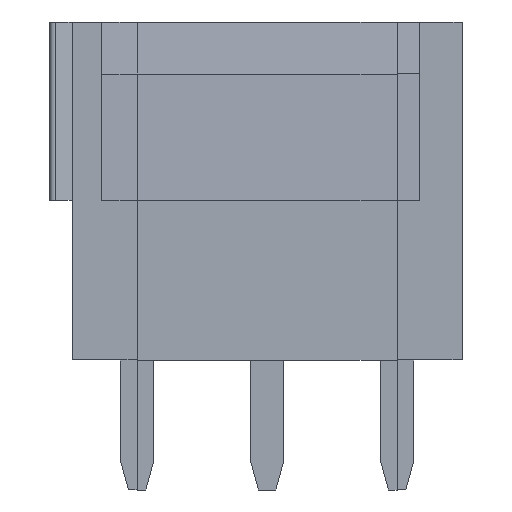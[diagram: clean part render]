
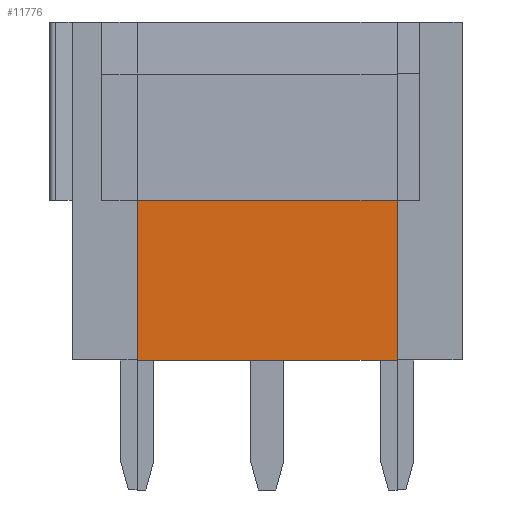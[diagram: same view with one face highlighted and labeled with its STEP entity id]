
A CAD part, front view. The second image highlights one B-rep face of the part: STEP entity #11776.
In plain terms, the highlighted planar face has unit normal (0, -1, 0).
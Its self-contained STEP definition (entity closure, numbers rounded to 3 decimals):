
#7785 = PLANE('',#7786);
#7786 = AXIS2_PLACEMENT_3D('',#7787,#7788,#7789);
#7787 = CARTESIAN_POINT('',(-3.5,-8.03,9.5));
#7788 = DIRECTION('',(-1.,0.,0.));
#7789 = DIRECTION('',(0.,0.,1.));
#7928 = PLANE('',#7929);
#7929 = AXIS2_PLACEMENT_3D('',#7930,#7931,#7932);
#7930 = CARTESIAN_POINT('',(3.5,-8.03,-3.5));
#7931 = DIRECTION('',(1.,0.,0.));
#7932 = DIRECTION('',(0.,0.,1.));
#8118 = PLANE('',#8119);
#8119 = AXIS2_PLACEMENT_3D('',#8120,#8121,#8122);
#8120 = CARTESIAN_POINT('',(-7.95,-3.5,4.3));
#8121 = DIRECTION('',(0.,0.,-1.));
#8122 = DIRECTION('',(0.,-1.,0.));
#8438 = PLANE('',#8439);
#8439 = AXIS2_PLACEMENT_3D('',#8440,#8441,#8442);
#8440 = CARTESIAN_POINT('',(-1.75,-3.5,0.));
#8441 = DIRECTION('',(0.,0.,-1.));
#8442 = DIRECTION('',(0.,-1.,0.));
#8735 = VERTEX_POINT('',#8736);
#8736 = CARTESIAN_POINT('',(3.5,-7.3,0.));
#8757 = EDGE_CURVE('',#8735,#8758,#8760,.T.);
#8758 = VERTEX_POINT('',#8759);
#8759 = CARTESIAN_POINT('',(-3.5,-7.3,0.));
#8760 = SURFACE_CURVE('',#8761,(#8765,#8772),.PCURVE_S1.);
#8761 = LINE('',#8762,#8763);
#8762 = CARTESIAN_POINT('',(-2.05,-7.3,0.));
#8763 = VECTOR('',#8764,1.);
#8764 = DIRECTION('',(-1.,0.,0.));
#8765 = PCURVE('',#8438,#8766);
#8766 = DEFINITIONAL_REPRESENTATION('',(#8767),#8771);
#8767 = LINE('',#8768,#8769);
#8768 = CARTESIAN_POINT('',(3.8,0.3));
#8769 = VECTOR('',#8770,1.);
#8770 = DIRECTION('',(0.,1.));
#8771 = ( GEOMETRIC_REPRESENTATION_CONTEXT(2) 
PARAMETRIC_REPRESENTATION_CONTEXT() REPRESENTATION_CONTEXT('2D SPACE',''
  ) );
#8772 = PCURVE('',#8773,#8778);
#8773 = PLANE('',#8774);
#8774 = AXIS2_PLACEMENT_3D('',#8775,#8776,#8777);
#8775 = CARTESIAN_POINT('',(-1.75,-7.3,0.));
#8776 = DIRECTION('',(0.,-1.,0.));
#8777 = DIRECTION('',(0.,0.,-1.));
#8778 = DEFINITIONAL_REPRESENTATION('',(#8779),#8783);
#8779 = LINE('',#8780,#8781);
#8780 = CARTESIAN_POINT('',(0.,-0.3));
#8781 = VECTOR('',#8782,1.);
#8782 = DIRECTION('',(0.,-1.));
#8783 = ( GEOMETRIC_REPRESENTATION_CONTEXT(2) 
PARAMETRIC_REPRESENTATION_CONTEXT() REPRESENTATION_CONTEXT('2D SPACE',''
  ) );
#9770 = EDGE_CURVE('',#9771,#8758,#9773,.T.);
#9771 = VERTEX_POINT('',#9772);
#9772 = CARTESIAN_POINT('',(-3.5,-7.3,4.3));
#9773 = SURFACE_CURVE('',#9774,(#9778,#9785),.PCURVE_S1.);
#9774 = LINE('',#9775,#9776);
#9775 = CARTESIAN_POINT('',(-3.5,-7.3,0.));
#9776 = VECTOR('',#9777,1.);
#9777 = DIRECTION('',(0.,0.,-1.));
#9778 = PCURVE('',#7785,#9779);
#9779 = DEFINITIONAL_REPRESENTATION('',(#9780),#9784);
#9780 = LINE('',#9781,#9782);
#9781 = CARTESIAN_POINT('',(-9.5,0.73));
#9782 = VECTOR('',#9783,1.);
#9783 = DIRECTION('',(-1.,0.));
#9784 = ( GEOMETRIC_REPRESENTATION_CONTEXT(2) 
PARAMETRIC_REPRESENTATION_CONTEXT() REPRESENTATION_CONTEXT('2D SPACE',''
  ) );
#9785 = PCURVE('',#8773,#9786);
#9786 = DEFINITIONAL_REPRESENTATION('',(#9787),#9791);
#9787 = LINE('',#9788,#9789);
#9788 = CARTESIAN_POINT('',(0.,-1.75));
#9789 = VECTOR('',#9790,1.);
#9790 = DIRECTION('',(1.,0.));
#9791 = ( GEOMETRIC_REPRESENTATION_CONTEXT(2) 
PARAMETRIC_REPRESENTATION_CONTEXT() REPRESENTATION_CONTEXT('2D SPACE',''
  ) );
#10690 = EDGE_CURVE('',#9771,#10691,#10693,.T.);
#10691 = VERTEX_POINT('',#10692);
#10692 = CARTESIAN_POINT('',(3.5,-7.3,4.3));
#10693 = SURFACE_CURVE('',#10694,(#10698,#10705),.PCURVE_S1.);
#10694 = LINE('',#10695,#10696);
#10695 = CARTESIAN_POINT('',(-2.05,-7.3,4.3));
#10696 = VECTOR('',#10697,1.);
#10697 = DIRECTION('',(1.,0.,0.));
#10698 = PCURVE('',#8118,#10699);
#10699 = DEFINITIONAL_REPRESENTATION('',(#10700),#10704);
#10700 = LINE('',#10701,#10702);
#10701 = CARTESIAN_POINT('',(3.8,-5.9));
#10702 = VECTOR('',#10703,1.);
#10703 = DIRECTION('',(0.,-1.));
#10704 = ( GEOMETRIC_REPRESENTATION_CONTEXT(2) 
PARAMETRIC_REPRESENTATION_CONTEXT() REPRESENTATION_CONTEXT('2D SPACE',''
  ) );
#10705 = PCURVE('',#8773,#10706);
#10706 = DEFINITIONAL_REPRESENTATION('',(#10707),#10711);
#10707 = LINE('',#10708,#10709);
#10708 = CARTESIAN_POINT('',(-4.3,-0.3));
#10709 = VECTOR('',#10710,1.);
#10710 = DIRECTION('',(0.,1.));
#10711 = ( GEOMETRIC_REPRESENTATION_CONTEXT(2) 
PARAMETRIC_REPRESENTATION_CONTEXT() REPRESENTATION_CONTEXT('2D SPACE',''
  ) );
#11776 = ADVANCED_FACE('',(#11777),#8773,.T.);
#11777 = FACE_BOUND('',#11778,.T.);
#11778 = EDGE_LOOP('',(#11779,#11780,#11781,#11802));
#11779 = ORIENTED_EDGE('',*,*,#9770,.T.);
#11780 = ORIENTED_EDGE('',*,*,#8757,.F.);
#11781 = ORIENTED_EDGE('',*,*,#11782,.T.);
#11782 = EDGE_CURVE('',#8735,#10691,#11783,.T.);
#11783 = SURFACE_CURVE('',#11784,(#11788,#11795),.PCURVE_S1.);
#11784 = LINE('',#11785,#11786);
#11785 = CARTESIAN_POINT('',(3.5,-7.3,0.));
#11786 = VECTOR('',#11787,1.);
#11787 = DIRECTION('',(0.,0.,1.));
#11788 = PCURVE('',#8773,#11789);
#11789 = DEFINITIONAL_REPRESENTATION('',(#11790),#11794);
#11790 = LINE('',#11791,#11792);
#11791 = CARTESIAN_POINT('',(0.,5.25));
#11792 = VECTOR('',#11793,1.);
#11793 = DIRECTION('',(-1.,0.));
#11794 = ( GEOMETRIC_REPRESENTATION_CONTEXT(2) 
PARAMETRIC_REPRESENTATION_CONTEXT() REPRESENTATION_CONTEXT('2D SPACE',''
  ) );
#11795 = PCURVE('',#7928,#11796);
#11796 = DEFINITIONAL_REPRESENTATION('',(#11797),#11801);
#11797 = LINE('',#11798,#11799);
#11798 = CARTESIAN_POINT('',(3.5,-0.73));
#11799 = VECTOR('',#11800,1.);
#11800 = DIRECTION('',(1.,0.));
#11801 = ( GEOMETRIC_REPRESENTATION_CONTEXT(2) 
PARAMETRIC_REPRESENTATION_CONTEXT() REPRESENTATION_CONTEXT('2D SPACE',''
  ) );
#11802 = ORIENTED_EDGE('',*,*,#10690,.F.);
